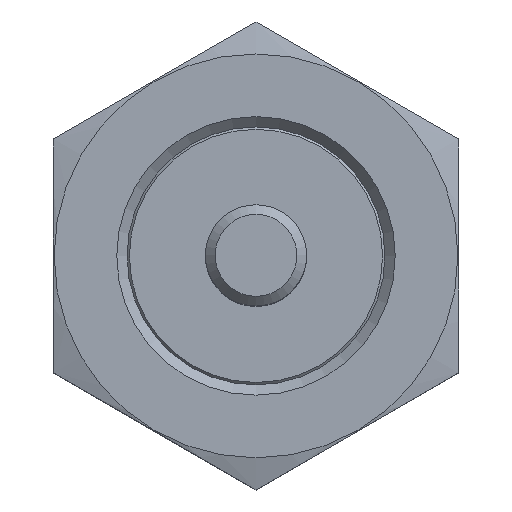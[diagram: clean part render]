
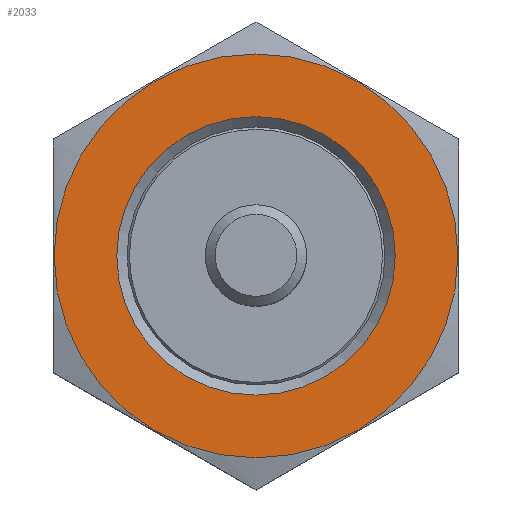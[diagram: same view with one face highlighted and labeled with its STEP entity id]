
A CAD part, top view. The second image highlights one B-rep face of the part: STEP entity #2033.
In plain terms, the highlighted face is planar.
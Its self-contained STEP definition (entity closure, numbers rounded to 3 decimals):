
#577=ORIENTED_EDGE('',*,*,#827,.F.);
#578=ORIENTED_EDGE('',*,*,#828,.T.);
#827=EDGE_CURVE('',#987,#987,#1094,.T.);
#828=EDGE_CURVE('',#988,#988,#1095,.T.);
#987=VERTEX_POINT('',#3145);
#988=VERTEX_POINT('',#3147);
#1094=CIRCLE('',#2218,15.95);
#1095=CIRCLE('',#2219,11.);
#1217=EDGE_LOOP('',(#577));
#1218=EDGE_LOOP('',(#578));
#1366=FACE_BOUND('',#1217,.T.);
#1367=FACE_BOUND('',#1218,.T.);
#1440=PLANE('',#2217);
#2033=ADVANCED_FACE('',(#1366,#1367),#1440,.F.);
#2217=AXIS2_PLACEMENT_3D('',#3143,#2612,#2613);
#2218=AXIS2_PLACEMENT_3D('',#3144,#2614,#2615);
#2219=AXIS2_PLACEMENT_3D('',#3146,#2616,#2617);
#2612=DIRECTION('',(0.,-1.,0.));
#2613=DIRECTION('',(0.,0.,-1.));
#2614=DIRECTION('',(0.,-1.,0.));
#2615=DIRECTION('',(0.,0.,-1.));
#2616=DIRECTION('',(0.,-1.,0.));
#2617=DIRECTION('',(0.,0.,-1.));
#3143=CARTESIAN_POINT('',(0.,0.,0.));
#3144=CARTESIAN_POINT('',(0.,0.,0.));
#3145=CARTESIAN_POINT('',(0.,0.,-15.95));
#3146=CARTESIAN_POINT('',(0.,0.,0.));
#3147=CARTESIAN_POINT('',(0.,0.,-11.));
